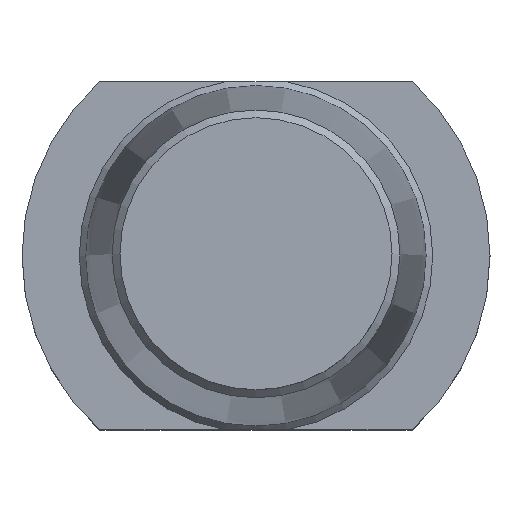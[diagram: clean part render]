
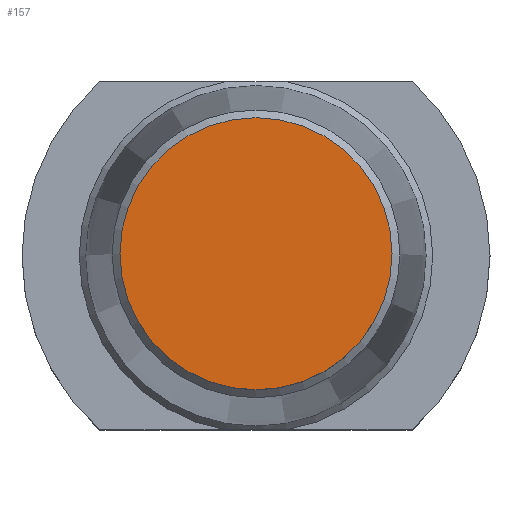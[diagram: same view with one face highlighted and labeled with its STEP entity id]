
A CAD part, top view. The second image highlights one B-rep face of the part: STEP entity #157.
In plain terms, the highlighted planar face has unit normal (0, 0, 1).
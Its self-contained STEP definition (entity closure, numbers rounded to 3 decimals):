
#99=EDGE_CURVE('240[2]',#294,#294,#295,.T.);
#157=ADVANCED_FACE('240[2]',(#386),#387,.T.);
#294=VERTEX_POINT('',#560);
#295=CIRCLE('',#561,12.5);
#386=FACE_OUTER_BOUND('',#723,.T.);
#387=PLANE('',#724);
#560=CARTESIAN_POINT('',(-12.5,0.,102.3));
#561=AXIS2_PLACEMENT_3D('',#1041,#1042,#1043);
#723=EDGE_LOOP('',(#1123));
#724=AXIS2_PLACEMENT_3D('',#1124,#1125,#1126);
#1041=CARTESIAN_POINT('',(0.,0.,102.3));
#1042=DIRECTION('',(0.,0.,-1.0));
#1043=DIRECTION('',(-1.0,0.,0.));
#1123=ORIENTED_EDGE('',*,*,#99,.F.);
#1124=CARTESIAN_POINT('',(-6.25,0.,102.3));
#1125=DIRECTION('',(0.,0.,1.0));
#1126=DIRECTION('',(1.0,0.,0.));
